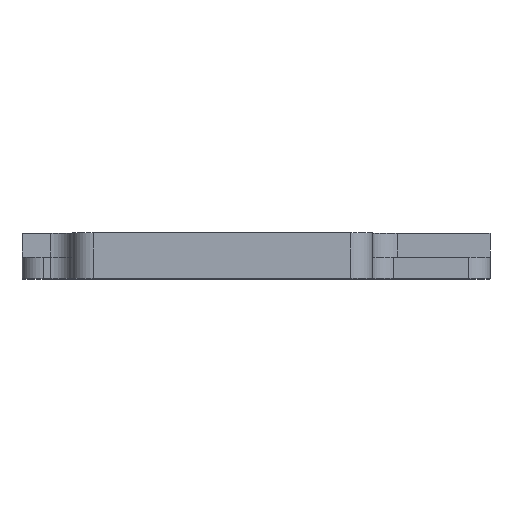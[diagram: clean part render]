
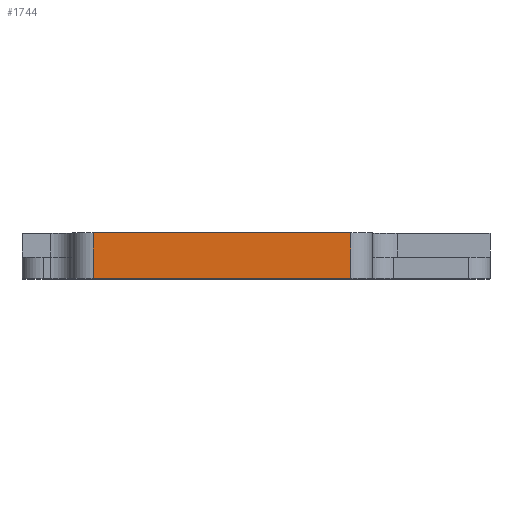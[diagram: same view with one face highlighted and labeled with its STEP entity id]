
A CAD part, top view. The second image highlights one B-rep face of the part: STEP entity #1744.
In plain terms, the highlighted planar face has unit normal (0, 0, 1).
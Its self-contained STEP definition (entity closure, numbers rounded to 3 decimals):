
#69=PLANE('',#1927);
#152=FACE_OUTER_BOUND('',#247,.T.);
#247=EDGE_LOOP('',(#1549,#1550,#1551,#1552));
#274=LINE('',#2488,#443);
#421=LINE('',#2937,#590);
#422=LINE('',#2940,#591);
#423=LINE('',#2941,#592);
#443=VECTOR('',#1966,10.);
#590=VECTOR('',#2417,10.);
#591=VECTOR('',#2420,10.);
#592=VECTOR('',#2421,10.);
#700=VERTEX_POINT('',#2485);
#701=VERTEX_POINT('',#2487);
#851=VERTEX_POINT('',#2935);
#852=VERTEX_POINT('',#2939);
#872=EDGE_CURVE('',#701,#700,#274,.T.);
#1097=EDGE_CURVE('',#700,#851,#421,.T.);
#1098=EDGE_CURVE('',#852,#851,#422,.T.);
#1099=EDGE_CURVE('',#701,#852,#423,.T.);
#1549=ORIENTED_EDGE('',*,*,#872,.T.);
#1550=ORIENTED_EDGE('',*,*,#1097,.T.);
#1551=ORIENTED_EDGE('',*,*,#1098,.F.);
#1552=ORIENTED_EDGE('',*,*,#1099,.F.);
#1744=ADVANCED_FACE('',(#152),#69,.T.);
#1927=AXIS2_PLACEMENT_3D('',#2938,#2418,#2419);
#1966=DIRECTION('',(-1.,0.,0.));
#2417=DIRECTION('',(0.,-1.,0.));
#2418=DIRECTION('center_axis',(0.,0.,
1.));
#2419=DIRECTION('ref_axis',(-1.,0.,0.));
#2420=DIRECTION('',(-1.,0.,0.));
#2421=DIRECTION('',(0.,-1.,0.));
#2485=CARTESIAN_POINT('',(-18.,-19.,62.));
#2487=CARTESIAN_POINT('',(18.,-19.,62.));
#2488=CARTESIAN_POINT('',(18.,-19.,62.));
#2935=CARTESIAN_POINT('',(-18.,-25.35,62.));
#2937=CARTESIAN_POINT('',(-18.,-19.,62.));
#2938=CARTESIAN_POINT('Origin',(18.,-19.,62.));
#2939=CARTESIAN_POINT('',(18.,-25.35,62.));
#2940=CARTESIAN_POINT('',(18.,-25.35,62.));
#2941=CARTESIAN_POINT('',(18.,-19.,62.));
